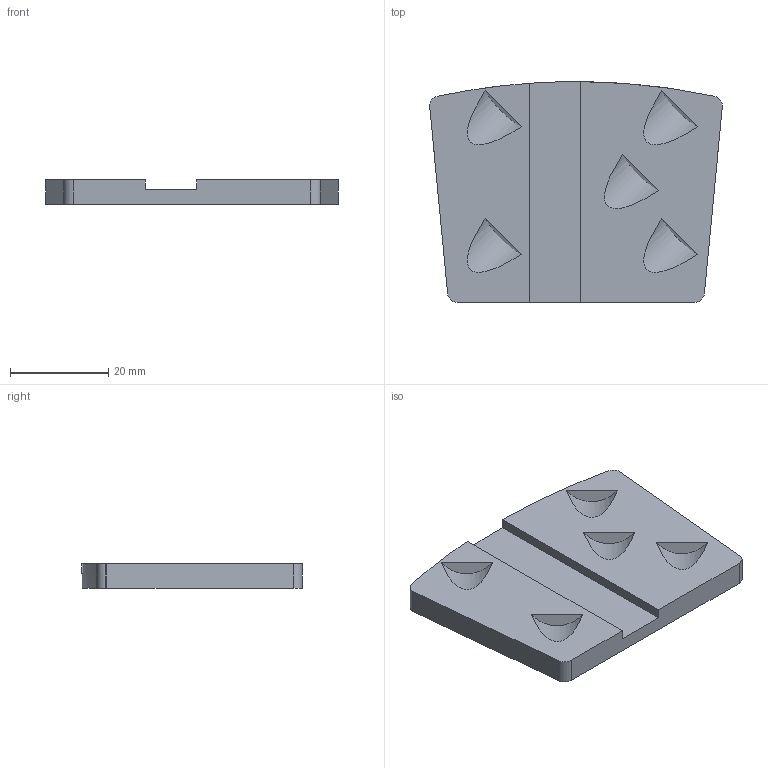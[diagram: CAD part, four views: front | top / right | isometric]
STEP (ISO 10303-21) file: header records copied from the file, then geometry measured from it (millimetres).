
FILE_DESCRIPTION (( 'STEP AP214' ), '1' );
FILE_NAME ('PRD-TZHU 1.A Support PCD Antihoraire.STEP', '2022-06-30T14:16:00', ( '' ), ( '' ), 'SwSTEP 2.0', 'SolidWorks 2020', '' );
FILE_SCHEMA (( 'AUTOMOTIVE_DESIGN' ));
Length unit declared in the file: millimetre
Products named in the file (1): PRD-TZHU 1.A Support PCD Antihoraire
Bounding box: 59.68 x 45 x 5 mm (x, y, z)
Volume: 11038.4 mm3; surface area: 6137.2 mm2
Topology: 1 solids, 1 shells, 25 faces, 54 edges, 36 vertices
Faces by surface type: plane 14, cylinder 11
Entity records: 721 total; most frequent: CARTESIAN_POINT 131, DIRECTION 120, ORIENTED_EDGE 108, EDGE_CURVE 54, AXIS2_PLACEMENT_3D 45, VERTEX_POINT 36, LINE 30, VECTOR 30
